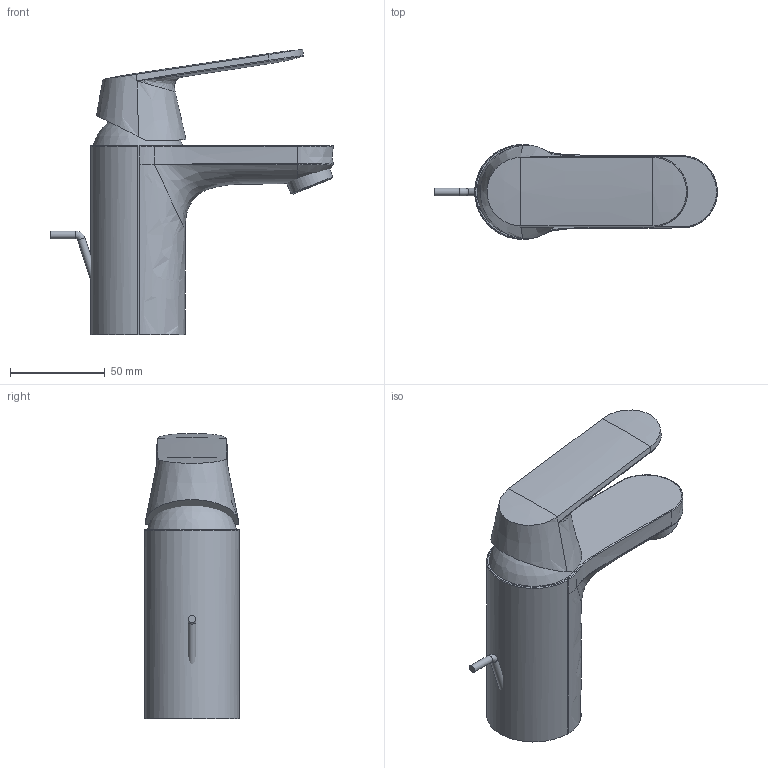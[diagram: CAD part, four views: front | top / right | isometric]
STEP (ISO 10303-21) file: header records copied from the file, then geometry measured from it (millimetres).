
FILE_DESCRIPTION(/* description */ ('Unknown'),/* implementation_level */ '2;1');
FILE_NAME(/* name */ '2337700E',/* time_stamp */ '2022-09-08T17:17:44+02:00',/* author */ ('Unknown'),/* organization */ ('GROHE AG'),/* preprocessor_version */ 'ST-DEVELOPER v16.7',/* originating_system */ 'DEX',/* authorisation */ $);
FILE_SCHEMA (('AUTOMOTIVE_DESIGN {1 0 10303 214 3 1 1}'));
Length unit declared in the file: millimetre
Products named in the file (5): 2337700E; 2337700E_0; id81; rail_sur
Assembly tree (4 placements, depth 2):
  2337700E
    2337700E
    2337700E_0
    id81
    rail_sur
Bounding box: 149.58 x 49.99 x 150.81 mm (x, y, z)
Volume: 1768 mm3; surface area: 72738.8 mm2
Topology: 3 solids, 6 shells, 91 faces, 222 edges, 133 vertices
Faces by surface type: bspline 71, plane 8, cylinder 6, torus 4, sphere 1, cone 1
Full cylindrical faces by diameter (mm): 4 x4, 20.15 x1, 23.87 x1
Entity records: 7944 total; most frequent: CARTESIAN_POINT 6384, ORIENTED_EDGE 396, EDGE_CURVE 203, B_SPLINE_CURVE_WITH_KNOTS 186, VERTEX_POINT 132, EDGE_LOOP 103, FACE_BOUND 103, ADVANCED_FACE 91
